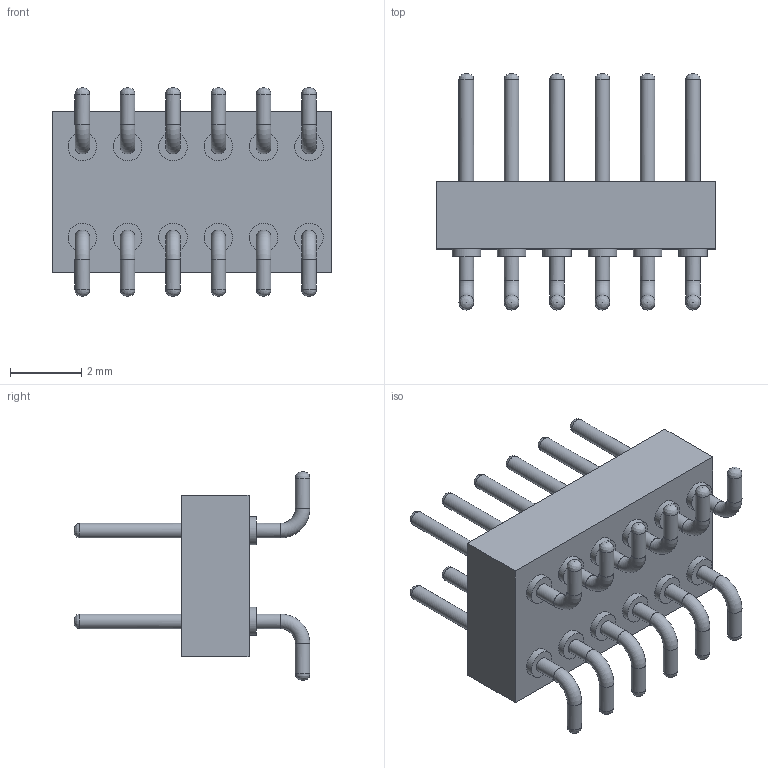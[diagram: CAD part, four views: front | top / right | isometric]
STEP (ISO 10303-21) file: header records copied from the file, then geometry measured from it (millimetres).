
FILE_DESCRIPTION( ('This file contains a STEP AP42 implementation' ,'as created by ZW3D STEP Interface translator.') ,'2;1' );
FILE_NAME( '3515-193XXMXX103X1.stp' ,'231013.144831', (''), ('ZWCAD Software Co.'), 'Version 1.0', 'ZW3D to STEP translator', '' );
FILE_SCHEMA(('AUTOMOTIVE_DESIGN { 1 0 10303 214 1 1 1 1 }'));
Length unit declared in the file: millimetre
Products named in the file (2): 0; 3515-19320Mxx103x1
Bounding box: 7.83 x 6.61 x 5.84 mm (x, y, z)
Volume: 77.2 mm3; surface area: 211.6 mm2
Topology: 1 solids, 1 shells, 174 faces, 360 edges, 224 vertices
Faces by surface type: cylinder 72, plane 42, cone 24, bspline 24, torus 12
Full cylindrical faces by diameter (mm): 0.41 x36, 0.8 x12
Entity records: 11484 total; most frequent: CARTESIAN_POINT 8239, ORIENTED_EDGE 720, DIRECTION 426, EDGE_CURVE 360, B_SPLINE_CURVE_WITH_KNOTS 284, VERTEX_POINT 224, AXIS2_PLACEMENT_3D 211, EDGE_LOOP 210
